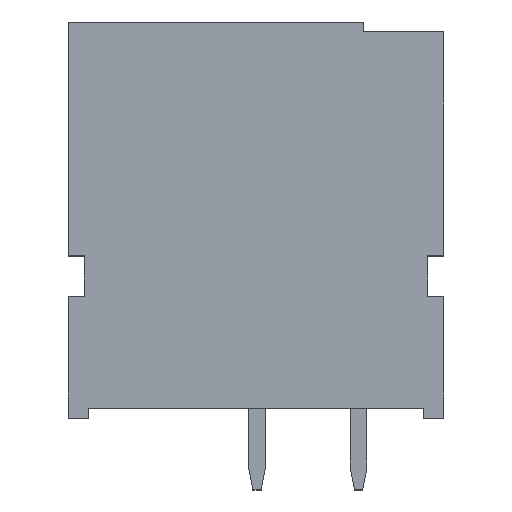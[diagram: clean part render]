
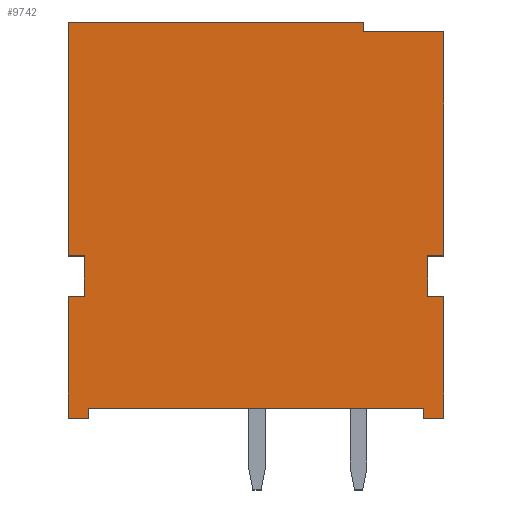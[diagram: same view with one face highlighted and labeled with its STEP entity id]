
A CAD part, top view. The second image highlights one B-rep face of the part: STEP entity #9742.
In plain terms, the highlighted planar face has unit normal (0, 0, 1).
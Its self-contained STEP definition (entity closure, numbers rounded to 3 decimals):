
#9215=DIRECTION('',(1.,0.,0.));
#9216=VECTOR('',#9215,14.521);
#9217=CARTESIAN_POINT('',(0.,19.5,5.));
#9218=LINE('',#9217,#9216);
#9222=DIRECTION('',(0.,-1.,0.));
#9223=VECTOR('',#9222,0.477);
#9224=CARTESIAN_POINT('',(14.521,19.5,5.));
#9225=LINE('',#9224,#9223);
#9229=DIRECTION('',(1.,0.,0.));
#9230=VECTOR('',#9229,3.979);
#9231=CARTESIAN_POINT('',(14.521,19.023,5.));
#9232=LINE('',#9231,#9230);
#9236=DIRECTION('',(0.,-1.,0.));
#9237=VECTOR('',#9236,11.023);
#9238=CARTESIAN_POINT('',(18.5,19.023,5.));
#9239=LINE('',#9238,#9237);
#9243=DIRECTION('',(-1.,0.,0.));
#9244=VECTOR('',#9243,0.8);
#9245=CARTESIAN_POINT('',(18.5,8.,5.));
#9246=LINE('',#9245,#9244);
#9250=DIRECTION('',(0.,-1.,0.));
#9251=VECTOR('',#9250,2.);
#9252=CARTESIAN_POINT('',(17.7,8.,5.));
#9253=LINE('',#9252,#9251);
#9257=DIRECTION('',(1.,0.,0.));
#9258=VECTOR('',#9257,0.8);
#9259=CARTESIAN_POINT('',(17.7,6.,5.));
#9260=LINE('',#9259,#9258);
#9264=DIRECTION('',(0.,-1.,0.));
#9265=VECTOR('',#9264,6.);
#9266=CARTESIAN_POINT('',(18.5,6.,5.));
#9267=LINE('',#9266,#9265);
#9271=DIRECTION('',(-1.,0.,0.));
#9272=VECTOR('',#9271,1.);
#9273=CARTESIAN_POINT('',(18.5,0.,5.));
#9274=LINE('',#9273,#9272);
#9278=DIRECTION('',(0.,1.,0.));
#9279=VECTOR('',#9278,0.5);
#9280=CARTESIAN_POINT('',(17.5,0.,5.));
#9281=LINE('',#9280,#9279);
#9285=DIRECTION('',(-1.,0.,0.));
#9286=VECTOR('',#9285,16.5);
#9287=CARTESIAN_POINT('',(17.5,0.5,5.));
#9288=LINE('',#9287,#9286);
#9292=DIRECTION('',(0.,-1.,0.));
#9293=VECTOR('',#9292,0.5);
#9294=CARTESIAN_POINT('',(1.,0.5,5.));
#9295=LINE('',#9294,#9293);
#9299=DIRECTION('',(-1.,0.,0.));
#9300=VECTOR('',#9299,1.);
#9301=CARTESIAN_POINT('',(1.,0.,5.));
#9302=LINE('',#9301,#9300);
#9306=DIRECTION('',(0.,1.,0.));
#9307=VECTOR('',#9306,6.);
#9308=CARTESIAN_POINT('',(0.,0.,5.));
#9309=LINE('',#9308,#9307);
#9313=DIRECTION('',(1.,0.,0.));
#9314=VECTOR('',#9313,0.8);
#9315=CARTESIAN_POINT('',(0.,6.,5.));
#9316=LINE('',#9315,#9314);
#9320=DIRECTION('',(0.,1.,0.));
#9321=VECTOR('',#9320,2.);
#9322=CARTESIAN_POINT('',(0.8,6.,5.));
#9323=LINE('',#9322,#9321);
#9327=DIRECTION('',(-1.,0.,0.));
#9328=VECTOR('',#9327,0.8);
#9329=CARTESIAN_POINT('',(0.8,8.,5.));
#9330=LINE('',#9329,#9328);
#9334=DIRECTION('',(0.,1.,0.));
#9335=VECTOR('',#9334,11.5);
#9336=CARTESIAN_POINT('',(0.,8.,5.));
#9337=LINE('',#9336,#9335);
#9443=CARTESIAN_POINT('',(1.,0.5,5.));
#9444=VERTEX_POINT('',#9443);
#9445=CARTESIAN_POINT('',(17.5,0.5,5.));
#9446=VERTEX_POINT('',#9445);
#9479=CARTESIAN_POINT('',(14.521,19.5,5.));
#9480=VERTEX_POINT('',#9479);
#9481=CARTESIAN_POINT('',(0.,19.5,5.));
#9482=VERTEX_POINT('',#9481);
#9483=CARTESIAN_POINT('',(14.521,19.023,5.));
#9484=VERTEX_POINT('',#9483);
#9485=CARTESIAN_POINT('',(18.5,19.023,5.));
#9486=VERTEX_POINT('',#9485);
#9487=CARTESIAN_POINT('',(18.5,8.,5.));
#9488=VERTEX_POINT('',#9487);
#9489=CARTESIAN_POINT('',(17.7,8.,5.));
#9490=VERTEX_POINT('',#9489);
#9491=CARTESIAN_POINT('',(17.7,6.,5.));
#9492=VERTEX_POINT('',#9491);
#9493=CARTESIAN_POINT('',(18.5,6.,5.));
#9494=VERTEX_POINT('',#9493);
#9495=CARTESIAN_POINT('',(18.5,0.,5.));
#9496=VERTEX_POINT('',#9495);
#9497=CARTESIAN_POINT('',(17.5,0.,5.));
#9498=VERTEX_POINT('',#9497);
#9499=CARTESIAN_POINT('',(1.,0.,5.));
#9500=VERTEX_POINT('',#9499);
#9501=CARTESIAN_POINT('',(0.,0.,5.));
#9502=VERTEX_POINT('',#9501);
#9503=CARTESIAN_POINT('',(0.,6.,5.));
#9504=VERTEX_POINT('',#9503);
#9505=CARTESIAN_POINT('',(0.8,6.,5.));
#9506=VERTEX_POINT('',#9505);
#9507=CARTESIAN_POINT('',(0.8,8.,5.));
#9508=VERTEX_POINT('',#9507);
#9509=CARTESIAN_POINT('',(0.,8.,5.));
#9510=VERTEX_POINT('',#9509);
#9710=CARTESIAN_POINT('',(0.,0.,5.));
#9711=DIRECTION('',(0.,0.,1.));
#9712=DIRECTION('',(1.,0.,0.));
#9713=AXIS2_PLACEMENT_3D('',#9710,#9711,#9712);
#9714=PLANE('',#9713);
#9715=ORIENTED_EDGE('',*,*,#9578,.T.);
#9716=ORIENTED_EDGE('',*,*,#9593,.T.);
#9717=ORIENTED_EDGE('',*,*,#9607,.T.);
#9718=ORIENTED_EDGE('',*,*,#9621,.T.);
#9719=ORIENTED_EDGE('',*,*,#9635,.T.);
#9720=ORIENTED_EDGE('',*,*,#9649,.T.);
#9721=ORIENTED_EDGE('',*,*,#9663,.T.);
#9722=ORIENTED_EDGE('',*,*,#9677,.T.);
#9723=ORIENTED_EDGE('',*,*,#9691,.T.);
#9724=ORIENTED_EDGE('',*,*,#9704,.T.);
#9725=ORIENTED_EDGE('',*,*,#9520,.T.);
#9727=ORIENTED_EDGE('',*,*,#9726,.T.);
#9729=ORIENTED_EDGE('',*,*,#9728,.T.);
#9731=ORIENTED_EDGE('',*,*,#9730,.T.);
#9733=ORIENTED_EDGE('',*,*,#9732,.T.);
#9735=ORIENTED_EDGE('',*,*,#9734,.T.);
#9737=ORIENTED_EDGE('',*,*,#9736,.T.);
#9739=ORIENTED_EDGE('',*,*,#9738,.T.);
#9740=EDGE_LOOP('',(#9715,#9716,#9717,#9718,#9719,#9720,#9721,#9722,#9723,#9724,
#9725,#9727,#9729,#9731,#9733,#9735,#9737,#9739));
#9741=FACE_OUTER_BOUND('',#9740,.F.);
#9742=ADVANCED_FACE('',(#9741),#9714,.T.);
#9520=EDGE_CURVE('',#9446,#9444,#9288,.T.);
#9578=EDGE_CURVE('',#9482,#9480,#9218,.T.);
#9593=EDGE_CURVE('',#9480,#9484,#9225,.T.);
#9607=EDGE_CURVE('',#9484,#9486,#9232,.T.);
#9621=EDGE_CURVE('',#9486,#9488,#9239,.T.);
#9635=EDGE_CURVE('',#9488,#9490,#9246,.T.);
#9649=EDGE_CURVE('',#9490,#9492,#9253,.T.);
#9663=EDGE_CURVE('',#9492,#9494,#9260,.T.);
#9677=EDGE_CURVE('',#9494,#9496,#9267,.T.);
#9691=EDGE_CURVE('',#9496,#9498,#9274,.T.);
#9704=EDGE_CURVE('',#9498,#9446,#9281,.T.);
#9726=EDGE_CURVE('',#9444,#9500,#9295,.T.);
#9728=EDGE_CURVE('',#9500,#9502,#9302,.T.);
#9730=EDGE_CURVE('',#9502,#9504,#9309,.T.);
#9732=EDGE_CURVE('',#9504,#9506,#9316,.T.);
#9734=EDGE_CURVE('',#9506,#9508,#9323,.T.);
#9736=EDGE_CURVE('',#9508,#9510,#9330,.T.);
#9738=EDGE_CURVE('',#9510,#9482,#9337,.T.);
